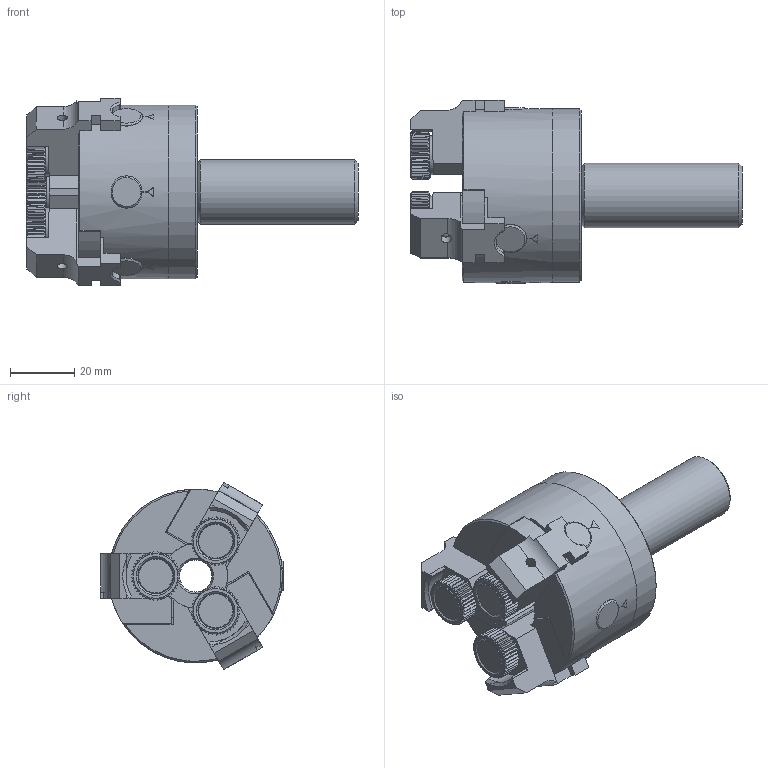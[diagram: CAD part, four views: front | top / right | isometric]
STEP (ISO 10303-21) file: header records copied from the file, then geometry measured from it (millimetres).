
FILE_DESCRIPTION(/* description */ (''),/* implementation_level */ '2;1');
FILE_NAME(/* name */ '32000206.stp',/* time_stamp */ '2022-02-17T11:49:59+01:00',/* author */ ('bueker'),/* organization */ (''),/* preprocessor_version */ 'ST-DEVELOPER v18.1',/* originating_system */ 'Autodesk Inventor 2022',/* authorisation */ '');
FILE_SCHEMA (('AUTOMOTIVE_DESIGN { 1 0 10303 214 3 1 1 }'));
Length unit declared in the file: millimetre
Products named in the file (5): 32000406; C693-Körper; Schaft Ø20; Backe formen bund; 41006786-B
Assembly tree (8 placements, depth 2):
  32000406
    C693-Körper
    Schaft Ø20
    Backe formen bund  x3
    41006786-B  x3
Bounding box: 103.12 x 56.82 x 58.24 mm (x, y, z)
Volume: 101070.8 mm3; surface area: 36476.7 mm2
Topology: 14 solids, 14 shells, 966 faces, 2256 edges, 1328 vertices
Faces by surface type: plane 469, cone 287, cylinder 195, bspline 15
Full cylindrical faces by diameter (mm): 3 x3, 3.2 x3, 5.7 x3, 6 x3, 8.5 x3, 10 x1, 10.9 x3, 11 x3, 12 x3, 20 x2, 30 x1, 54 x2
Entity records: 14723 total; most frequent: CARTESIAN_POINT 4069, ORIENTED_EDGE 2172, DIRECTION 2146, EDGE_CURVE 1086, AXIS2_PLACEMENT_3D 843, VERTEX_POINT 658, EDGE_LOOP 468, LINE 460
